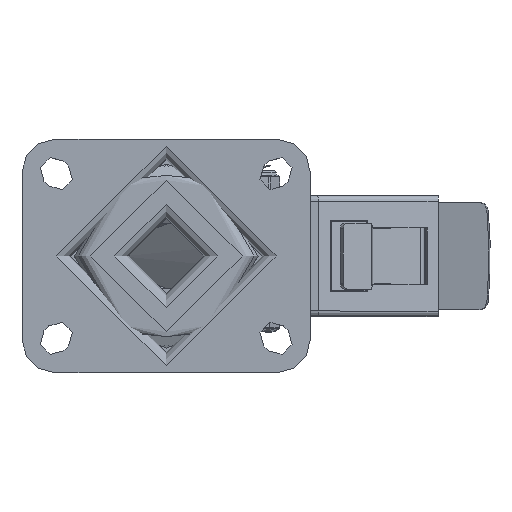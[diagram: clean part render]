
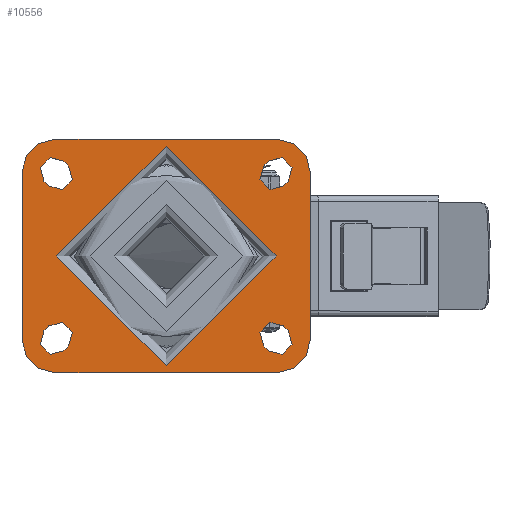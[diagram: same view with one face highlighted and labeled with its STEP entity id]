
A CAD part, top view. The second image highlights one B-rep face of the part: STEP entity #10556.
In plain terms, the highlighted planar face has unit normal (0, 0, 1).
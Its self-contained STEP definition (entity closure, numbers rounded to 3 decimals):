
#548=FACE_BOUND('',#3690,.T.);
#549=FACE_BOUND('',#3691,.T.);
#550=FACE_BOUND('',#3692,.T.);
#551=FACE_BOUND('',#3693,.T.);
#552=FACE_BOUND('',#3694,.T.);
#603=PLANE('',#11422);
#1021=LINE('',#15877,#1990);
#1022=LINE('',#15878,#1991);
#1023=LINE('',#15879,#1992);
#1024=LINE('',#15880,#1993);
#1025=LINE('',#15881,#1994);
#1026=LINE('',#15882,#1995);
#1027=LINE('',#15883,#1996);
#1028=LINE('',#15884,#1997);
#1029=LINE('',#15885,#1998);
#1030=LINE('',#15886,#1999);
#1031=LINE('',#15887,#2000);
#1032=LINE('',#15888,#2001);
#1990=VECTOR('',#12713,1000.);
#1991=VECTOR('',#12714,1000.);
#1992=VECTOR('',#12715,1000.);
#1993=VECTOR('',#12716,1000.);
#1994=VECTOR('',#12717,1000.);
#1995=VECTOR('',#12718,1000.);
#1996=VECTOR('',#12719,1000.);
#1997=VECTOR('',#12720,1000.);
#1998=VECTOR('',#12721,1000.);
#1999=VECTOR('',#12722,1000.);
#2000=VECTOR('',#12723,1000.);
#2001=VECTOR('',#12724,1000.);
#3084=FACE_OUTER_BOUND('',#3689,.T.);
#3689=EDGE_LOOP('',(#7542,#7543,#7544,#7545,#7546,#7547,#7548,#7549));
#3690=EDGE_LOOP('',(#7550,#7551,#7552,#7553));
#3691=EDGE_LOOP('',(#7554,#7555,#7556,#7557));
#3692=EDGE_LOOP('',(#7558,#7559,#7560,#7561));
#3693=EDGE_LOOP('',(#7562,#7563,#7564,#7565));
#3694=EDGE_LOOP('',(#7566));
#4325=CIRCLE('',#11301,5.125);
#4326=CIRCLE('',#11303,5.125);
#4329=CIRCLE('',#11307,5.125);
#4330=CIRCLE('',#11309,5.125);
#4332=CIRCLE('',#11312,5.125);
#4335=CIRCLE('',#11316,5.125);
#4336=CIRCLE('',#11318,5.125);
#4339=CIRCLE('',#11322,5.125);
#4340=CIRCLE('',#11324,12.);
#4342=CIRCLE('',#11327,12.);
#4344=CIRCLE('',#11330,12.);
#4346=CIRCLE('',#11333,12.);
#4367=CIRCLE('',#11364,40.);
#4747=VERTEX_POINT('',#15517);
#4748=VERTEX_POINT('',#15519);
#4749=VERTEX_POINT('',#15523);
#4750=VERTEX_POINT('',#15524);
#4755=VERTEX_POINT('',#15535);
#4756=VERTEX_POINT('',#15537);
#4757=VERTEX_POINT('',#15541);
#4758=VERTEX_POINT('',#15542);
#4761=VERTEX_POINT('',#15550);
#4762=VERTEX_POINT('',#15551);
#4767=VERTEX_POINT('',#15562);
#4768=VERTEX_POINT('',#15564);
#4769=VERTEX_POINT('',#15568);
#4770=VERTEX_POINT('',#15569);
#4775=VERTEX_POINT('',#15580);
#4776=VERTEX_POINT('',#15582);
#4777=VERTEX_POINT('',#15586);
#4778=VERTEX_POINT('',#15587);
#4781=VERTEX_POINT('',#15595);
#4782=VERTEX_POINT('',#15596);
#4785=VERTEX_POINT('',#15604);
#4786=VERTEX_POINT('',#15605);
#4789=VERTEX_POINT('',#15613);
#4790=VERTEX_POINT('',#15614);
#4807=VERTEX_POINT('',#15668);
#5761=EDGE_CURVE('',#4748,#4747,#4325,.T.);
#5763=EDGE_CURVE('',#4749,#4750,#4326,.T.);
#5769=EDGE_CURVE('',#4756,#4755,#4329,.T.);
#5771=EDGE_CURVE('',#4757,#4758,#4330,.T.);
#5775=EDGE_CURVE('',#4761,#4762,#4332,.T.);
#5781=EDGE_CURVE('',#4768,#4767,#4335,.T.);
#5783=EDGE_CURVE('',#4769,#4770,#4336,.T.);
#5789=EDGE_CURVE('',#4776,#4775,#4339,.T.);
#5791=EDGE_CURVE('',#4777,#4778,#4340,.T.);
#5795=EDGE_CURVE('',#4781,#4782,#4342,.T.);
#5799=EDGE_CURVE('',#4785,#4786,#4344,.T.);
#5803=EDGE_CURVE('',#4789,#4790,#4346,.T.);
#5830=EDGE_CURVE('',#4807,#4807,#4367,.T.);
#5934=EDGE_CURVE('',#4786,#4789,#1021,.T.);
#5935=EDGE_CURVE('',#4782,#4785,#1022,.T.);
#5936=EDGE_CURVE('',#4778,#4781,#1023,.T.);
#5937=EDGE_CURVE('',#4790,#4777,#1024,.T.);
#5938=EDGE_CURVE('',#4747,#4749,#1025,.T.);
#5939=EDGE_CURVE('',#4750,#4748,#1026,.T.);
#5940=EDGE_CURVE('',#4755,#4757,#1027,.T.);
#5941=EDGE_CURVE('',#4758,#4756,#1028,.T.);
#5942=EDGE_CURVE('',#4762,#4768,#1029,.T.);
#5943=EDGE_CURVE('',#4767,#4761,#1030,.T.);
#5944=EDGE_CURVE('',#4770,#4776,#1031,.T.);
#5945=EDGE_CURVE('',#4775,#4769,#1032,.T.);
#7542=ORIENTED_EDGE('',*,*,#5803,.F.);
#7543=ORIENTED_EDGE('',*,*,#5934,.F.);
#7544=ORIENTED_EDGE('',*,*,#5799,.F.);
#7545=ORIENTED_EDGE('',*,*,#5935,.F.);
#7546=ORIENTED_EDGE('',*,*,#5795,.F.);
#7547=ORIENTED_EDGE('',*,*,#5936,.F.);
#7548=ORIENTED_EDGE('',*,*,#5791,.F.);
#7549=ORIENTED_EDGE('',*,*,#5937,.F.);
#7550=ORIENTED_EDGE('',*,*,#5938,.T.);
#7551=ORIENTED_EDGE('',*,*,#5763,.T.);
#7552=ORIENTED_EDGE('',*,*,#5939,.T.);
#7553=ORIENTED_EDGE('',*,*,#5761,.T.);
#7554=ORIENTED_EDGE('',*,*,#5940,.T.);
#7555=ORIENTED_EDGE('',*,*,#5771,.T.);
#7556=ORIENTED_EDGE('',*,*,#5941,.T.);
#7557=ORIENTED_EDGE('',*,*,#5769,.T.);
#7558=ORIENTED_EDGE('',*,*,#5942,.T.);
#7559=ORIENTED_EDGE('',*,*,#5781,.T.);
#7560=ORIENTED_EDGE('',*,*,#5943,.T.);
#7561=ORIENTED_EDGE('',*,*,#5775,.T.);
#7562=ORIENTED_EDGE('',*,*,#5944,.T.);
#7563=ORIENTED_EDGE('',*,*,#5789,.T.);
#7564=ORIENTED_EDGE('',*,*,#5945,.T.);
#7565=ORIENTED_EDGE('',*,*,#5783,.T.);
#7566=ORIENTED_EDGE('',*,*,#5830,.F.);
#10556=ADVANCED_FACE('',(#3084,#548,#549,#550,#551,#552),#603,.T.);
#11301=AXIS2_PLACEMENT_3D('',#15520,#12393,#12394);
#11303=AXIS2_PLACEMENT_3D('',#15525,#12398,#12399);
#11307=AXIS2_PLACEMENT_3D('',#15538,#12409,#12410);
#11309=AXIS2_PLACEMENT_3D('',#15543,#12414,#12415);
#11312=AXIS2_PLACEMENT_3D('',#15552,#12422,#12423);
#11316=AXIS2_PLACEMENT_3D('',#15565,#12433,#12434);
#11318=AXIS2_PLACEMENT_3D('',#15570,#12438,#12439);
#11322=AXIS2_PLACEMENT_3D('',#15583,#12449,#12450);
#11324=AXIS2_PLACEMENT_3D('',#15588,#12454,#12455);
#11327=AXIS2_PLACEMENT_3D('',#15597,#12462,#12463);
#11330=AXIS2_PLACEMENT_3D('',#15606,#12470,#12471);
#11333=AXIS2_PLACEMENT_3D('',#15615,#12478,#12479);
#11364=AXIS2_PLACEMENT_3D('',#15669,#12546,#12547);
#11422=AXIS2_PLACEMENT_3D('',#15876,#12711,#12712);
#12393=DIRECTION('center_axis',(0.,0.,-1.));
#12394=DIRECTION('ref_axis',(-1.,0.,0.));
#12398=DIRECTION('center_axis',(0.,0.,-1.));
#12399=DIRECTION('ref_axis',(-1.,0.,0.));
#12409=DIRECTION('center_axis',(0.,0.,-1.));
#12410=DIRECTION('ref_axis',(-1.,0.,0.));
#12414=DIRECTION('center_axis',(0.,0.,-1.));
#12415=DIRECTION('ref_axis',(-1.,0.,0.));
#12422=DIRECTION('center_axis',(0.,0.,-1.));
#12423=DIRECTION('ref_axis',(1.,0.,0.));
#12433=DIRECTION('center_axis',(0.,0.,-1.));
#12434=DIRECTION('ref_axis',(1.,0.,0.));
#12438=DIRECTION('center_axis',(0.,0.,-1.));
#12439=DIRECTION('ref_axis',(1.,0.,0.));
#12449=DIRECTION('center_axis',(0.,0.,-1.));
#12450=DIRECTION('ref_axis',(1.,0.,0.));
#12454=DIRECTION('center_axis',(0.,0.,-1.));
#12455=DIRECTION('ref_axis',(-0.707,0.707,0.));
#12462=DIRECTION('center_axis',(0.,0.,-1.));
#12463=DIRECTION('ref_axis',(0.707,0.707,0.));
#12470=DIRECTION('center_axis',(0.,0.,-1.));
#12471=DIRECTION('ref_axis',(0.707,-0.707,0.));
#12478=DIRECTION('center_axis',(0.,0.,-1.));
#12479=DIRECTION('ref_axis',(-0.707,-0.707,0.));
#12546=DIRECTION('center_axis',(0.,0.,1.));
#12547=DIRECTION('ref_axis',(1.,0.,0.));
#12711=DIRECTION('center_axis',(0.,0.,1.));
#12712=DIRECTION('ref_axis',(1.,0.,0.));
#12713=DIRECTION('',(-1.,0.,0.));
#12714=DIRECTION('',(0.,-1.,0.));
#12715=DIRECTION('',(1.,0.,0.));
#12716=DIRECTION('',(0.,1.,0.));
#12717=DIRECTION('',(-0.707,0.707,0.));
#12718=DIRECTION('',(0.707,-0.707,0.));
#12719=DIRECTION('',(-0.707,-0.707,0.));
#12720=DIRECTION('',(0.707,0.707,0.));
#12721=DIRECTION('',(-0.707,-0.707,0.));
#12722=DIRECTION('',(0.707,0.707,0.));
#12723=DIRECTION('',(-0.707,0.707,0.));
#12724=DIRECTION('',(0.707,-0.707,0.));
#15517=CARTESIAN_POINT('',(37.26,-34.508,0.));
#15519=CARTESIAN_POINT('',(44.508,-27.26,0.));
#15520=CARTESIAN_POINT('Origin',(40.884,-30.884,0.));
#15523=CARTESIAN_POINT('',(35.492,-32.74,0.));
#15524=CARTESIAN_POINT('',(42.74,-25.492,0.));
#15525=CARTESIAN_POINT('Origin',(39.116,-29.116,0.));
#15535=CARTESIAN_POINT('',(44.508,27.26,0.));
#15537=CARTESIAN_POINT('',(37.26,34.508,0.));
#15538=CARTESIAN_POINT('Origin',(40.884,30.884,0.));
#15541=CARTESIAN_POINT('',(42.74,25.492,0.));
#15542=CARTESIAN_POINT('',(35.492,32.74,0.));
#15543=CARTESIAN_POINT('Origin',(39.116,29.116,0.));
#15550=CARTESIAN_POINT('',(-42.74,-25.492,0.));
#15551=CARTESIAN_POINT('',(-35.492,-32.74,0.));
#15552=CARTESIAN_POINT('Origin',(-39.116,-29.116,0.));
#15562=CARTESIAN_POINT('',(-44.508,-27.26,0.));
#15564=CARTESIAN_POINT('',(-37.26,-34.508,0.));
#15565=CARTESIAN_POINT('Origin',(-40.884,-30.884,0.));
#15568=CARTESIAN_POINT('',(-35.492,32.74,0.));
#15569=CARTESIAN_POINT('',(-42.74,25.492,0.));
#15570=CARTESIAN_POINT('Origin',(-39.116,29.116,0.));
#15580=CARTESIAN_POINT('',(-37.26,34.508,0.));
#15582=CARTESIAN_POINT('',(-44.508,27.26,0.));
#15583=CARTESIAN_POINT('Origin',(-40.884,30.884,0.));
#15586=CARTESIAN_POINT('',(-52.5,30.5,0.));
#15587=CARTESIAN_POINT('',(-40.5,42.5,0.));
#15588=CARTESIAN_POINT('Origin',(-40.5,30.5,0.));
#15595=CARTESIAN_POINT('',(40.5,42.5,0.));
#15596=CARTESIAN_POINT('',(52.5,30.5,0.));
#15597=CARTESIAN_POINT('Origin',(40.5,30.5,0.));
#15604=CARTESIAN_POINT('',(52.5,-30.5,0.));
#15605=CARTESIAN_POINT('',(40.5,-42.5,0.));
#15606=CARTESIAN_POINT('Origin',(40.5,-30.5,0.));
#15613=CARTESIAN_POINT('',(-40.5,-42.5,0.));
#15614=CARTESIAN_POINT('',(-52.5,-30.5,0.));
#15615=CARTESIAN_POINT('Origin',(-40.5,-30.5,0.));
#15668=CARTESIAN_POINT('',(40.,0.,0.));
#15669=CARTESIAN_POINT('Origin',(0.,0.,0.));
#15876=CARTESIAN_POINT('Origin',(0.,0.,0.));
#15877=CARTESIAN_POINT('',(52.5,-42.5,0.));
#15878=CARTESIAN_POINT('',(52.5,42.5,0.));
#15879=CARTESIAN_POINT('',(-52.5,42.5,0.));
#15880=CARTESIAN_POINT('',(-52.5,-42.5,0.));
#15881=CARTESIAN_POINT('',(37.26,-34.508,0.));
#15882=CARTESIAN_POINT('',(44.508,-27.26,0.));
#15883=CARTESIAN_POINT('',(44.508,27.26,0.));
#15884=CARTESIAN_POINT('',(37.26,34.508,0.));
#15885=CARTESIAN_POINT('',(-37.26,-34.508,0.));
#15886=CARTESIAN_POINT('',(-44.508,-27.26,0.));
#15887=CARTESIAN_POINT('',(-44.508,27.26,0.));
#15888=CARTESIAN_POINT('',(-37.26,34.508,0.));
